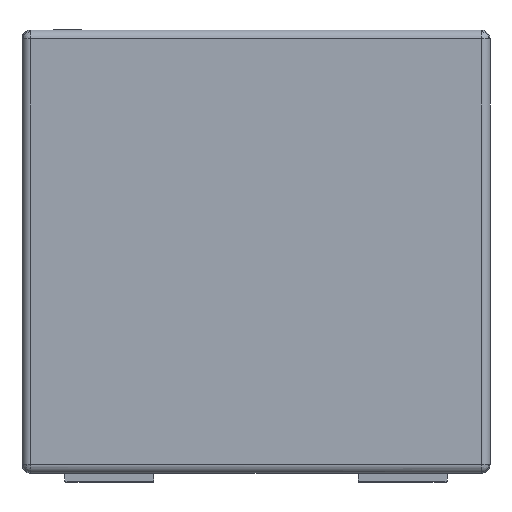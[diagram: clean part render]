
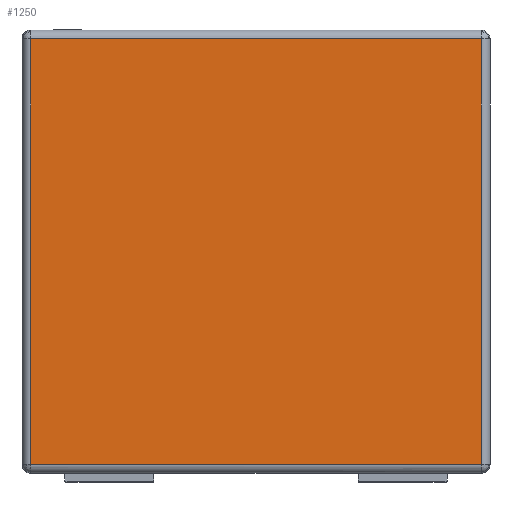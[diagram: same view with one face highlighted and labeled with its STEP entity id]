
A CAD part, front view. The second image highlights one B-rep face of the part: STEP entity #1250.
In plain terms, the highlighted planar face has unit normal (0, -1, 0).
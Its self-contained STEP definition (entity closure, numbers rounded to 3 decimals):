
#52 = LINE ( 'NONE', #772, #2101 ) ;
#79 = EDGE_CURVE ( 'NONE', #1136, #218, #52, .T. ) ;
#86 = VECTOR ( 'NONE', #371, 1000. ) ;
#218 = VERTEX_POINT ( 'NONE', #2200 ) ;
#335 = DIRECTION ( 'NONE',  ( 0., 0., 1. ) ) ;
#367 = CARTESIAN_POINT ( 'NONE',  ( -2.64, -2.74, 4.9 ) ) ;
#371 = DIRECTION ( 'NONE',  ( 0., 0., -1. ) ) ;
#502 = VECTOR ( 'NONE', #842, 1000. ) ;
#510 = EDGE_CURVE ( 'NONE', #1136, #1657, #2098, .T. ) ;
#587 = CARTESIAN_POINT ( 'NONE',  ( 2.54, -2.74, 0.1 ) ) ;
#637 = CARTESIAN_POINT ( 'NONE',  ( -2.54, -2.74, 0. ) ) ;
#645 = LINE ( 'NONE', #367, #502 ) ;
#772 = CARTESIAN_POINT ( 'NONE',  ( 2.54, -2.74, 0. ) ) ;
#842 = DIRECTION ( 'NONE',  ( -1., 0., 0. ) ) ;
#980 = CARTESIAN_POINT ( 'NONE',  ( -1.32, -2.74, 0.1 ) ) ;
#1136 = VERTEX_POINT ( 'NONE', #587 ) ;
#1139 = CARTESIAN_POINT ( 'NONE',  ( -2.64, -2.74, 0. ) ) ;
#1188 = ORIENTED_EDGE ( 'NONE', *, *, #510, .F. ) ;
#1250 = ADVANCED_FACE ( 'NONE', ( #1549 ), #2687, .T. ) ;
#1401 = EDGE_LOOP ( 'NONE', ( #1971, #2263, #1188, #2602 ) ) ;
#1549 = FACE_OUTER_BOUND ( 'NONE', #1401, .T. ) ;
#1608 = EDGE_CURVE ( 'NONE', #1829, #1657, #2365, .T. ) ;
#1657 = VERTEX_POINT ( 'NONE', #2269 ) ;
#1821 = DIRECTION ( 'NONE',  ( 0., -1., 0. ) ) ;
#1829 = VERTEX_POINT ( 'NONE', #2044 ) ;
#1887 = DIRECTION ( 'NONE',  ( -1., 0., 0. ) ) ;
#1971 = ORIENTED_EDGE ( 'NONE', *, *, #2006, .T. ) ;
#2006 = EDGE_CURVE ( 'NONE', #218, #1829, #645, .T. ) ;
#2044 = CARTESIAN_POINT ( 'NONE',  ( -2.54, -2.74, 4.9 ) ) ;
#2098 = LINE ( 'NONE', #980, #2816 ) ;
#2101 = VECTOR ( 'NONE', #335, 1000. ) ;
#2200 = CARTESIAN_POINT ( 'NONE',  ( 2.54, -2.74, 4.9 ) ) ;
#2263 = ORIENTED_EDGE ( 'NONE', *, *, #1608, .T. ) ;
#2269 = CARTESIAN_POINT ( 'NONE',  ( -2.54, -2.74, 0.1 ) ) ;
#2365 = LINE ( 'NONE', #637, #86 ) ;
#2569 = AXIS2_PLACEMENT_3D ( 'NONE', #1139, #1821, #2658 ) ;
#2602 = ORIENTED_EDGE ( 'NONE', *, *, #79, .T. ) ;
#2658 = DIRECTION ( 'NONE',  ( 1., 0., 0. ) ) ;
#2687 = PLANE ( 'NONE',  #2569 ) ;
#2816 = VECTOR ( 'NONE', #1887, 1000. ) ;
